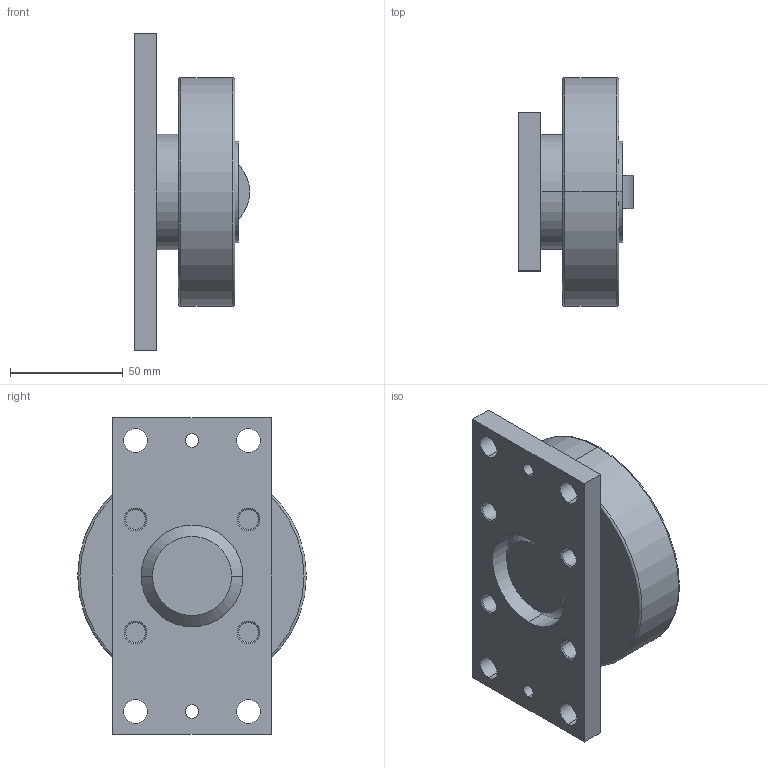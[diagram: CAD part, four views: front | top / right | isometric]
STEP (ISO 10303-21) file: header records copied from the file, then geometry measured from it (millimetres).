
FILE_DESCRIPTION(('STEP AP214'),'1');
FILE_NAME('pa_1012_ap.stp','2021-06-14T10:50:27',('TraceParts'),('TraceParts S.A.'),'Spatial InterOp 3D',' ',' ');
FILE_SCHEMA(('AUTOMOTIVE_DESIGN { 1 0 10303 214 1 1 1 1 }'));
Length unit declared in the file: millimetre
Products named in the file (1): pa_1012_ap
Bounding box: 51 x 101.2 x 140 mm (x, y, z)
Volume: 294037.9 mm3; surface area: 55541.8 mm2
Topology: 1 solids, 1 shells, 71 faces, 180 edges, 118 vertices
Faces by surface type: cylinder 40, plane 17, cone 10, torus 4
Entity records: 2367 total; most frequent: CARTESIAN_POINT 504, DIRECTION 418, ORIENTED_EDGE 360, EDGE_CURVE 180, AXIS2_PLACEMENT_3D 172, VERTEX_POINT 118, EDGE_LOOP 100, CIRCLE 100
